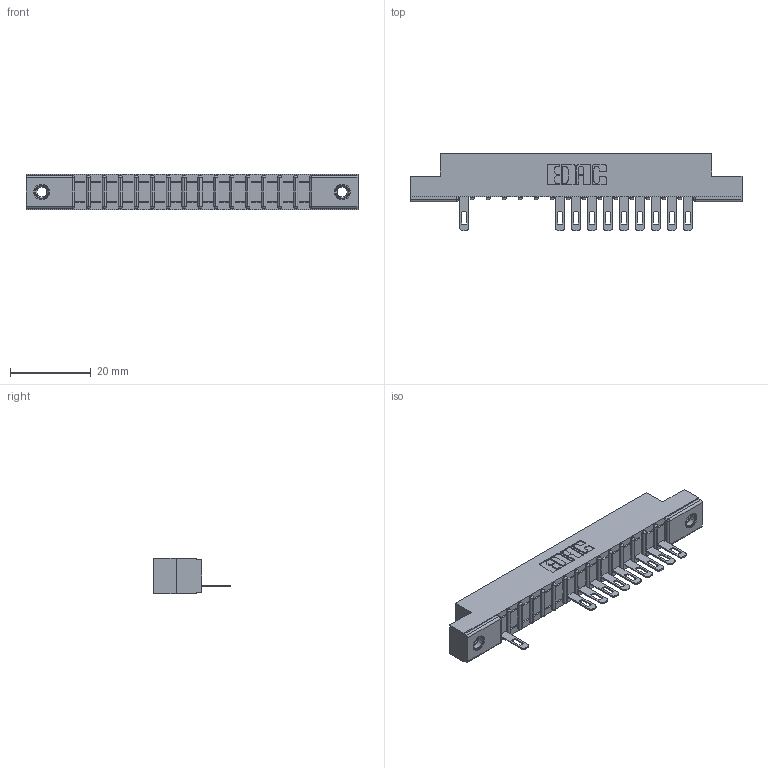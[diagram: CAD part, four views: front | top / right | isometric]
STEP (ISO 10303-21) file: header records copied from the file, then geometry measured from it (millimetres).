
FILE_DESCRIPTION (( 'STEP AP203' ), '1' );
FILE_NAME ('307-015-505-107.STEP', '2018-08-03T01:45:48', ( '' ), ( '' ), 'SwSTEP 2.0', 'SolidWorks 2016', '' );
FILE_SCHEMA (( 'CONFIG_CONTROL_DESIGN' ));
Length unit declared in the file: inch
Products named in the file (4): 307 Part_.156 Dia Mounting Holes; 307-290-001_505; 345-250-001_345-250-005-103; 307-015-505-107
Assembly tree (13 placements, depth 2):
  307-015-505-107
    307 Part_.156 Dia Mounting Holes
    307-290-001_505  x10
    345-250-001_345-250-005-103  x2
Bounding box: 82.45 x 19.18 x 8.71 mm (x, y, z)
Volume: 5150.4 mm3; surface area: 7402.7 mm2
Topology: 13 solids, 13 shells, 854 faces, 2399 edges, 1534 vertices
Faces by surface type: plane 522, cylinder 284, sphere 32, cone 12, torus 4
Entity records: 17187 total; most frequent: CARTESIAN_POINT 2886, ORIENTED_EDGE 2870, DIRECTION 2829, EDGE_CURVE 1435, VECTOR 1087, LINE 1087, VERTEX_POINT 928, AXIS2_PLACEMENT_3D 871
